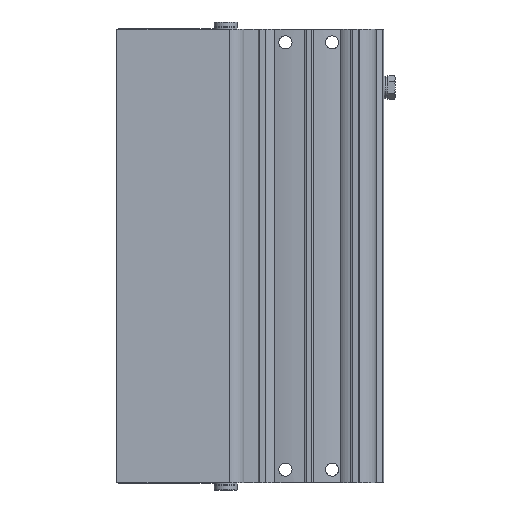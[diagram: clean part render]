
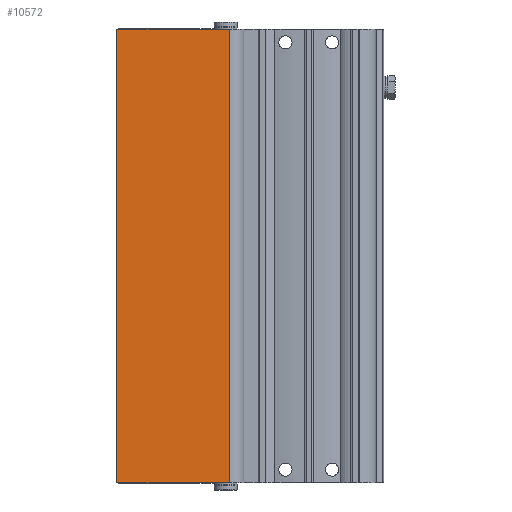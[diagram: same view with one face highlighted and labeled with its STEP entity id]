
A CAD part, front view. The second image highlights one B-rep face of the part: STEP entity #10572.
In plain terms, the highlighted planar face has unit normal (0, -1, 0).
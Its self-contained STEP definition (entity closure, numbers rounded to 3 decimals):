
#638=LINE('',#16759,#1415);
#698=LINE('',#17030,#1475);
#699=LINE('',#17032,#1476);
#700=LINE('',#17034,#1477);
#1415=VECTOR('',#13284,1000.);
#1475=VECTOR('',#13474,1000.);
#1476=VECTOR('',#13477,1000.);
#1477=VECTOR('',#13478,1000.);
#2504=ORIENTED_EDGE('',*,*,#5233,.T.);
#2505=ORIENTED_EDGE('',*,*,#5234,.F.);
#2506=ORIENTED_EDGE('',*,*,#5130,.F.);
#2507=ORIENTED_EDGE('',*,*,#5232,.T.);
#5130=EDGE_CURVE('',#6523,#6524,#638,.T.);
#5232=EDGE_CURVE('',#6523,#6593,#698,.T.);
#5233=EDGE_CURVE('',#6593,#6594,#699,.T.);
#5234=EDGE_CURVE('',#6524,#6594,#700,.T.);
#6523=VERTEX_POINT('',#16758);
#6524=VERTEX_POINT('',#16760);
#6593=VERTEX_POINT('',#17029);
#6594=VERTEX_POINT('',#17033);
#8024=EDGE_LOOP('',(#2504,#2505,#2506,#2507));
#9179=FACE_BOUND('',#8024,.T.);
#10198=PLANE('',#11766);
#10572=ADVANCED_FACE('',(#9179),#10198,.F.);
#11766=AXIS2_PLACEMENT_3D('',#17031,#13475,#13476);
#13284=DIRECTION('',(1.,0.,0.));
#13474=DIRECTION('',(0.,0.,-1.));
#13475=DIRECTION('',(0.,1.,0.));
#13476=DIRECTION('',(0.,0.,1.));
#13477=DIRECTION('',(1.,0.,0.));
#13478=DIRECTION('',(0.,0.,-1.));
#16758=CARTESIAN_POINT('',(52.8,-23.,155.5));
#16759=CARTESIAN_POINT('',(52.8,-23.,155.5));
#16760=CARTESIAN_POINT('',(91.5,-23.,155.5));
#17029=CARTESIAN_POINT('',(52.8,-23.,0.));
#17030=CARTESIAN_POINT('',(52.8,-23.,155.5));
#17031=CARTESIAN_POINT('',(52.8,-23.,155.5));
#17032=CARTESIAN_POINT('',(52.8,-23.,0.));
#17033=CARTESIAN_POINT('',(91.5,-23.,0.));
#17034=CARTESIAN_POINT('',(91.5,-23.,155.5));
